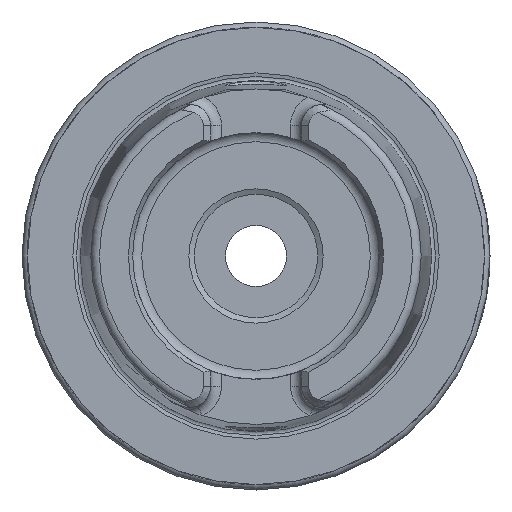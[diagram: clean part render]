
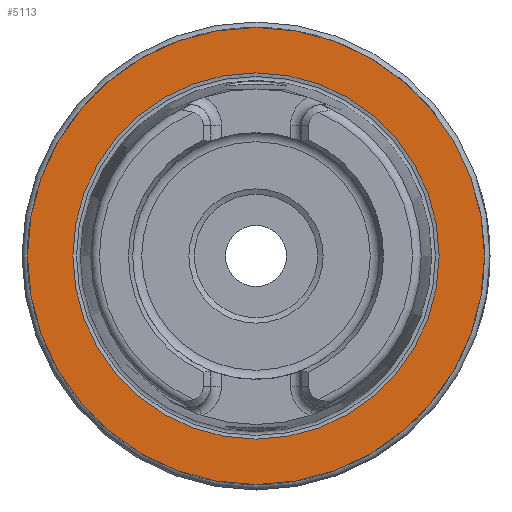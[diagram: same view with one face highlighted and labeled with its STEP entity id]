
A CAD part, left-side view. The second image highlights one B-rep face of the part: STEP entity #5113.
In plain terms, the highlighted planar face has unit normal (-1, 0, 0).
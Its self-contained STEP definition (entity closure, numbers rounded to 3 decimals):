
#1155=CARTESIAN_POINT('',(0.,31.5,0.0));
#1156=VERTEX_POINT('',#1155);
#1157=CARTESIAN_POINT('',(0.0,0.0,0.0));
#1158=DIRECTION('',(1.0,0.0,0.0));
#1159=DIRECTION('',(0.0,1.0,0.0));
#1160=AXIS2_PLACEMENT_3D('',#1157,#1158,#1159);
#1161=CIRCLE('',#1160,31.5);
#1162=EDGE_CURVE('',#1156,#1156,#1161,.T.);
#5055=CARTESIAN_POINT('',(0.,25.238,0.0));
#5056=VERTEX_POINT('',#5055);
#5057=CARTESIAN_POINT('',(0.,0.0,0.0));
#5058=DIRECTION('',(1.0,0.0,0.0));
#5059=DIRECTION('',(0.0,1.0,0.0));
#5060=AXIS2_PLACEMENT_3D('',#5057,#5058,#5059);
#5061=CIRCLE('',#5060,25.238);
#5062=EDGE_CURVE('',#5056,#5056,#5061,.T.);
#5102=CARTESIAN_POINT('',(0.,27.91,0.0));
#5103=DIRECTION('',(-1.0,0.0,0.0));
#5104=DIRECTION('',(0.0,0.0,1.0));
#5105=AXIS2_PLACEMENT_3D('',#5102,#5103,#5104);
#5106=PLANE('',#5105);
#5107=ORIENTED_EDGE('',*,*,#1162,.F.);
#5108=EDGE_LOOP('',(#5107));
#5109=FACE_OUTER_BOUND('',#5108,.T.);
#5110=ORIENTED_EDGE('',*,*,#5062,.T.);
#5111=EDGE_LOOP('',(#5110));
#5112=FACE_BOUND('',#5111,.T.);
#5113=ADVANCED_FACE('',(#5109,#5112),#5106,.T.);
